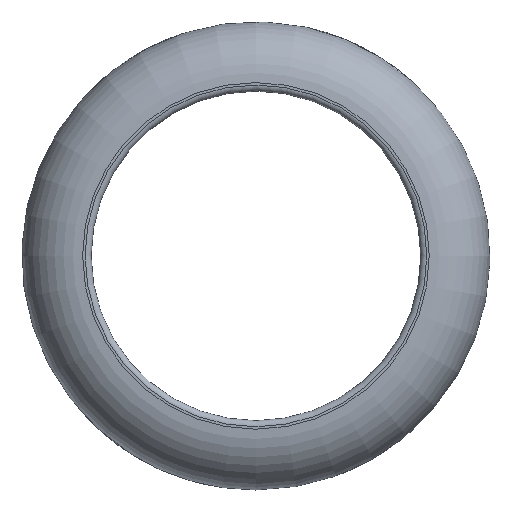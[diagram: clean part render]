
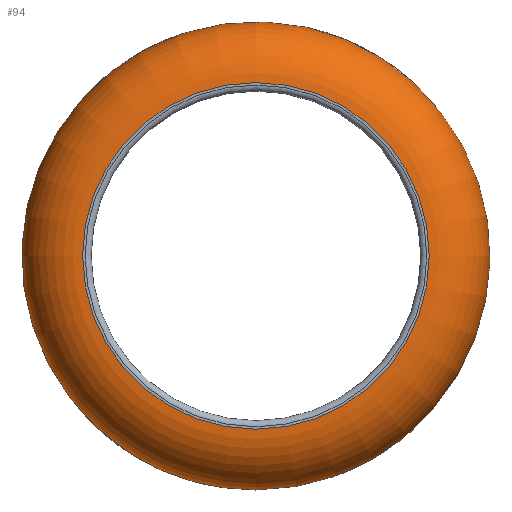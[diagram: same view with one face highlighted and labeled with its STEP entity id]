
A CAD part, left-side view. The second image highlights one B-rep face of the part: STEP entity #94.
In plain terms, the highlighted toroidal (fillet/blend) face has major radius 28.5 mm and minor radius 10 mm.
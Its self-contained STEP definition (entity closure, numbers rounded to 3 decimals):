
#94 = ADVANCED_FACE( '', ( #164, #165 ), #166, .T. );
#164 = FACE_OUTER_BOUND( '', #271, .T. );
#165 = FACE_OUTER_BOUND( '', #272, .T. );
#166 = TOROIDAL_SURFACE( '', #273, 28.5, 10. );
#271 = EDGE_LOOP( '', ( #464 ) );
#272 = EDGE_LOOP( '', ( #465, #466 ) );
#273 = AXIS2_PLACEMENT_3D( '', #467, #468, #469 );
#464 = ORIENTED_EDGE( '', *, *, #698, .T. );
#465 = ORIENTED_EDGE( '', *, *, #700, .F. );
#466 = ORIENTED_EDGE( '', *, *, #701, .F. );
#467 = CARTESIAN_POINT( '', ( -5., 0., 0. ) );
#468 = DIRECTION( '', ( 1., 0., 0. ) );
#469 = DIRECTION( '', ( 0., 0., -1. ) );
#698 = EDGE_CURVE( '', #822, #822, #823, .T. );
#700 = EDGE_CURVE( '', #817, #746, #826, .T. );
#701 = EDGE_CURVE( '', #746, #817, #827, .T. );
#746 = VERTEX_POINT( '', #902 );
#817 = VERTEX_POINT( '', #1081 );
#822 = VERTEX_POINT( '', #1168 );
#823 = CIRCLE( '', #1169, 28.5 );
#826 = CIRCLE( '', #1172, 38.5 );
#827 = CIRCLE( '', #1173, 38.5 );
#902 = CARTESIAN_POINT( '', ( -5., -20.64, 32.5 ) );
#1081 = CARTESIAN_POINT( '', ( -5., 20.64, -32.5 ) );
#1168 = CARTESIAN_POINT( '', ( -15., 0., -28.5 ) );
#1169 = AXIS2_PLACEMENT_3D( '', #1348, #1349, #1350 );
#1172 = AXIS2_PLACEMENT_3D( '', #1354, #1355, #1356 );
#1173 = AXIS2_PLACEMENT_3D( '', #1357, #1358, #1359 );
#1348 = CARTESIAN_POINT( '', ( -15., 0., 0. ) );
#1349 = DIRECTION( '', ( 1., 0., 0. ) );
#1350 = DIRECTION( '', ( 0., 0., -1. ) );
#1354 = CARTESIAN_POINT( '', ( -5., 0., 0. ) );
#1355 = DIRECTION( '', ( 1., 0., 0. ) );
#1356 = DIRECTION( '', ( 0., 0., -1. ) );
#1357 = CARTESIAN_POINT( '', ( -5., 0., 0. ) );
#1358 = DIRECTION( '', ( 1., 0., 0. ) );
#1359 = DIRECTION( '', ( 0., 0., -1. ) );
